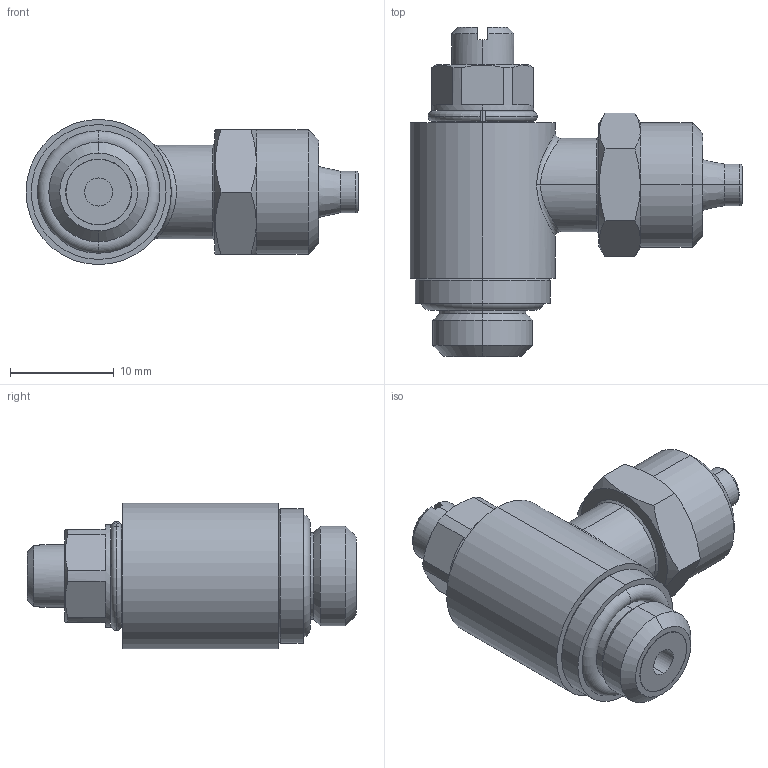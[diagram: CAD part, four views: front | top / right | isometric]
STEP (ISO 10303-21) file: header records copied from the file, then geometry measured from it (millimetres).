
FILE_DESCRIPTION (( 'STEP AP203' ), '1' );
FILE_NAME ('04100B31.STEP', '2010-04-19T07:02:38', ( '' ), ( 'sopra-pneumatic' ), 'SwSTEP 2.0', 'SolidWorks 2009', '' );
FILE_SCHEMA (( 'CONFIG_CONTROL_DESIGN' ));
Length unit declared in the file: millimetre
Products named in the file (1): 04100B31
Bounding box: 32 x 31.74 x 14 mm (x, y, z)
Volume: 4888.6 mm3; surface area: 2411.7 mm2
Topology: 2 solids, 2 shells, 108 faces, 240 edges, 150 vertices
Faces by surface type: plane 40, cylinder 30, cone 30, torus 6, bspline 2
Entity records: 4226 total; most frequent: CARTESIAN_POINT 1742, DIRECTION 526, ORIENTED_EDGE 480, EDGE_CURVE 240, AXIS2_PLACEMENT_3D 221, VERTEX_POINT 150, EDGE_LOOP 122, CIRCLE 114
